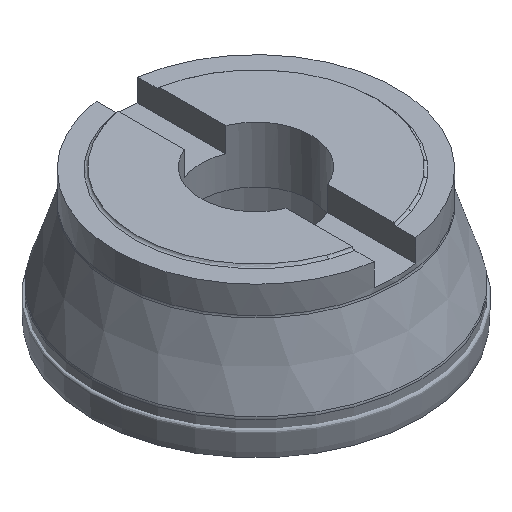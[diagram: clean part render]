
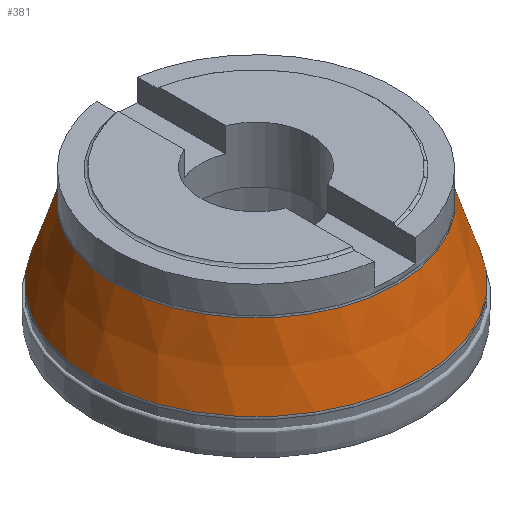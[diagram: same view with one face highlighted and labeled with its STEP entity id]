
A CAD part, isometric view. The second image highlights one B-rep face of the part: STEP entity #381.
In plain terms, the highlighted conical face has half-angle 18.082 degrees and reference radius 65 mm.
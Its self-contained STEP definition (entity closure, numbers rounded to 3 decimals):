
#160=CONICAL_SURFACE('',#728,65.,18.082);
#171=EDGE_LOOP('',(#214));
#172=EDGE_LOOP('',(#215));
#214=ORIENTED_EDGE('',*,*,#306,.T.);
#215=ORIENTED_EDGE('',*,*,#307,.T.);
#306=EDGE_CURVE('',#450,#450,#349,.T.);
#307=EDGE_CURVE('',#451,#451,#350,.T.);
#349=CIRCLE('',#726,75.608);
#350=CIRCLE('',#727,65.148);
#381=ADVANCED_FACE('',(#419,#420),#160,.T.);
#419=FACE_BOUND('',#171,.T.);
#420=FACE_BOUND('',#172,.T.);
#450=VERTEX_POINT('',#1080);
#451=VERTEX_POINT('',#1082);
#726=AXIS2_PLACEMENT_3D('',#1079,#852,#853);
#727=AXIS2_PLACEMENT_3D('',#1081,#854,#855);
#728=AXIS2_PLACEMENT_3D('',#1083,#856,#857);
#852=DIRECTION('',(0.,0.,1.));
#853=DIRECTION('',(-1.,0.,0.));
#854=DIRECTION('',(0.,0.,-1.));
#855=DIRECTION('',(1.,0.,0.));
#856=DIRECTION('',(0.,0.,-1.));
#857=DIRECTION('',(1.,0.,0.));
#1079=CARTESIAN_POINT('',(0.,0.,-46.491));
#1080=CARTESIAN_POINT('',(-75.608,0.,-46.491));
#1081=CARTESIAN_POINT('',(0.,0.,-14.454));
#1082=CARTESIAN_POINT('',(65.148,0.,-14.454));
#1083=CARTESIAN_POINT('',(0.,0.,-14.));
